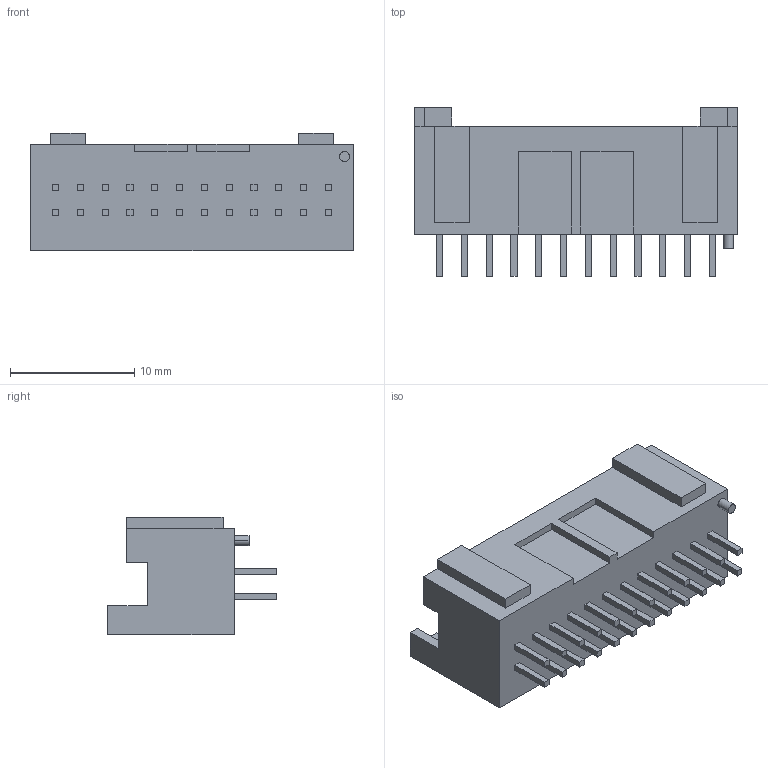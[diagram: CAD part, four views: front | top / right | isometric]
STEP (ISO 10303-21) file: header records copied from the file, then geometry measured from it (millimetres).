
FILE_DESCRIPTION (( 'STEP AP203' ), '1' );
FILE_NAME ('B24B-PADSS-1.STEP', '2014-01-07T02:11:35', ( '' ), ( '' ), 'SwSTEP 2.0', 'SolidWorks 2005235', '' );
FILE_SCHEMA (( 'CONFIG_CONTROL_DESIGN' ));
Length unit declared in the file: millimetre
Products named in the file (1): B24B-PADSS-1
Bounding box: 26 x 13.6 x 9.5 mm (x, y, z)
Volume: 860.2 mm3; surface area: 1920.1 mm2
Topology: 1 solids, 1 shells, 285 faces, 702 edges, 468 vertices
Faces by surface type: plane 283, cylinder 2
Entity records: 8317 total; most frequent: CARTESIAN_POINT 1456, ORIENTED_EDGE 1404, DIRECTION 1278, EDGE_CURVE 702, VECTOR 698, LINE 698, VERTEX_POINT 468, EDGE_LOOP 334
